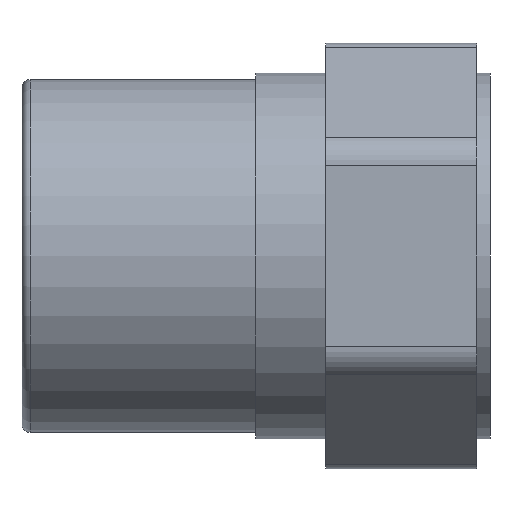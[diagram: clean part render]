
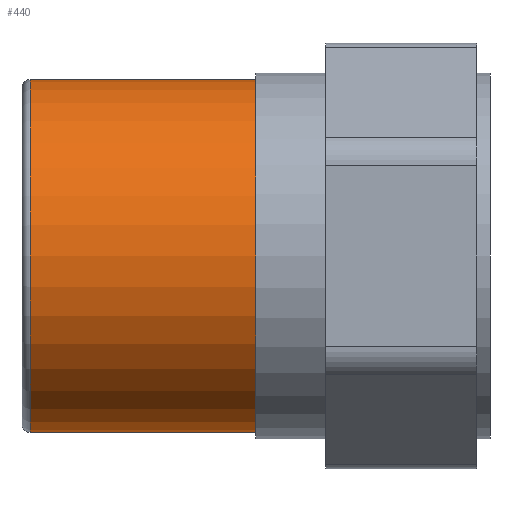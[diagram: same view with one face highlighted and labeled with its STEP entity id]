
A CAD part, front view. The second image highlights one B-rep face of the part: STEP entity #440.
In plain terms, the highlighted cylindrical face has radius 21.5 mm (diameter 43 mm), a full revolution.
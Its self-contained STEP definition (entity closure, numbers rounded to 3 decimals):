
#52=FACE_OUTER_BOUND('',#82,.T.);
#82=EDGE_LOOP('',(#365,#366,#367,#368,#369));
#127=LINE('',#767,#158);
#158=VECTOR('',#624,21.5);
#179=CIRCLE('',#502,21.5);
#180=CIRCLE('',#503,21.5);
#183=CIRCLE('',#507,21.5);
#220=VERTEX_POINT('',#757);
#221=VERTEX_POINT('',#758);
#223=VERTEX_POINT('',#765);
#272=EDGE_CURVE('',#220,#221,#179,.T.);
#273=EDGE_CURVE('',#221,#220,#180,.T.);
#276=EDGE_CURVE('',#223,#223,#183,.T.);
#277=EDGE_CURVE('',#223,#221,#127,.T.);
#365=ORIENTED_EDGE('',*,*,#276,.F.);
#366=ORIENTED_EDGE('',*,*,#277,.T.);
#367=ORIENTED_EDGE('',*,*,#272,.F.);
#368=ORIENTED_EDGE('',*,*,#273,.F.);
#369=ORIENTED_EDGE('',*,*,#277,.F.);
#420=CYLINDRICAL_SURFACE('',#506,21.5);
#440=ADVANCED_FACE('',(#52),#420,.T.);
#502=AXIS2_PLACEMENT_3D('',#759,#612,#613);
#503=AXIS2_PLACEMENT_3D('',#760,#614,#615);
#506=AXIS2_PLACEMENT_3D('',#764,#620,#621);
#507=AXIS2_PLACEMENT_3D('',#766,#622,#623);
#612=DIRECTION('center_axis',(-1.,0.,0.));
#613=DIRECTION('ref_axis',(0.,-1.,0.));
#614=DIRECTION('center_axis',(-1.,0.,0.));
#615=DIRECTION('ref_axis',(0.,-1.,0.));
#620=DIRECTION('center_axis',(1.,0.,0.));
#621=DIRECTION('ref_axis',(0.,1.,0.));
#622=DIRECTION('center_axis',(1.,0.,0.));
#623=DIRECTION('ref_axis',(0.,0.,-1.));
#624=DIRECTION('',(-1.,0.,0.));
#757=CARTESIAN_POINT('',(-27.5,0.,21.5));
#758=CARTESIAN_POINT('',(-27.5,-21.5,0.));
#759=CARTESIAN_POINT('Origin',(-27.5,0.,0.));
#760=CARTESIAN_POINT('Origin',(-27.5,0.,0.));
#764=CARTESIAN_POINT('Origin',(-14.25,0.,0.));
#765=CARTESIAN_POINT('',(0.,-21.5,0.));
#766=CARTESIAN_POINT('Origin',(0.,0.,
0.));
#767=CARTESIAN_POINT('',(-14.25,-21.5,0.));
